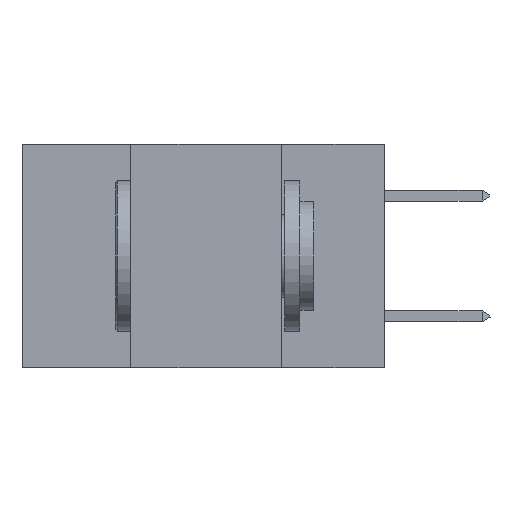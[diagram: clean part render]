
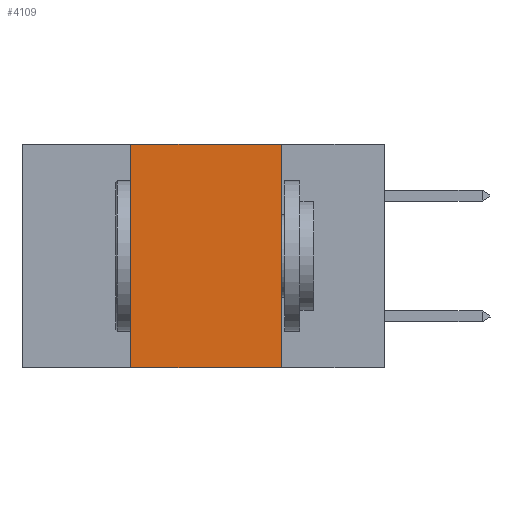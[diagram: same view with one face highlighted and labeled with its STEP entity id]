
A CAD part, left-side view. The second image highlights one B-rep face of the part: STEP entity #4109.
In plain terms, the highlighted planar face has unit normal (-1, 0, 0).
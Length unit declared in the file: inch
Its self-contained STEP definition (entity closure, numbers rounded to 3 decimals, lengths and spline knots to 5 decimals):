
#474 = VECTOR ( 'NONE', #9740, 39.37008 ) ;
#501 = EDGE_LOOP ( 'NONE', ( #7502, #8063, #10067, #5538 ) ) ;
#1316 = EDGE_CURVE ( 'NONE', #10461, #1656, #4288, .T. ) ;
#1605 = VECTOR ( 'NONE', #9060, 39.37008 ) ;
#1656 = VERTEX_POINT ( 'NONE', #9601 ) ;
#1894 = FACE_OUTER_BOUND ( 'NONE', #501, .T. ) ;
#2030 = DIRECTION ( 'NONE',  ( 1., 0., 0. ) ) ;
#2435 = EDGE_CURVE ( 'NONE', #10461, #10075, #3277, .T. ) ;
#2498 = CARTESIAN_POINT ( 'NONE',  ( 0., 0.42, -0.37 ) ) ;
#2890 = LINE ( 'NONE', #6109, #474 ) ;
#3277 = LINE ( 'NONE', #5754, #7791 ) ;
#3638 = VERTEX_POINT ( 'NONE', #7463 ) ;
#3830 = VECTOR ( 'NONE', #6689, 39.37008 ) ;
#4109 = ADVANCED_FACE ( 'NONE', ( #1894 ), #4715, .F. ) ;
#4288 = LINE ( 'NONE', #9109, #1605 ) ;
#4715 = PLANE ( 'NONE',  #9751 ) ;
#4862 = CARTESIAN_POINT ( 'NONE',  ( 0., 0.17, 0. ) ) ;
#5538 = ORIENTED_EDGE ( 'NONE', *, *, #2435, .T. ) ;
#5754 = CARTESIAN_POINT ( 'NONE',  ( 0., 0.6, -0.37 ) ) ;
#6109 = CARTESIAN_POINT ( 'NONE',  ( 0., 0.6, 0. ) ) ;
#6238 = LINE ( 'NONE', #4862, #3830 ) ;
#6309 = EDGE_CURVE ( 'NONE', #1656, #3638, #2890, .T. ) ;
#6507 = CARTESIAN_POINT ( 'NONE',  ( 0., 0.17, -0.37 ) ) ;
#6689 = DIRECTION ( 'NONE',  ( 0., 0., -1. ) ) ;
#7459 = CARTESIAN_POINT ( 'NONE',  ( 0., 0.6, 0. ) ) ;
#7463 = CARTESIAN_POINT ( 'NONE',  ( 0., 0.17, 0. ) ) ;
#7502 = ORIENTED_EDGE ( 'NONE', *, *, #8773, .F. ) ;
#7791 = VECTOR ( 'NONE', #10320, 39.37008 ) ;
#8063 = ORIENTED_EDGE ( 'NONE', *, *, #6309, .F. ) ;
#8370 = DIRECTION ( 'NONE',  ( 0., 0., -1. ) ) ;
#8773 = EDGE_CURVE ( 'NONE', #3638, #10075, #6238, .T. ) ;
#9060 = DIRECTION ( 'NONE',  ( 0., 0., 1. ) ) ;
#9109 = CARTESIAN_POINT ( 'NONE',  ( 0., 0.42, 0. ) ) ;
#9601 = CARTESIAN_POINT ( 'NONE',  ( 0., 0.42, 0. ) ) ;
#9740 = DIRECTION ( 'NONE',  ( 0., -1., 0. ) ) ;
#9751 = AXIS2_PLACEMENT_3D ( 'NONE', #7459, #2030, #8370 ) ;
#10067 = ORIENTED_EDGE ( 'NONE', *, *, #1316, .F. ) ;
#10075 = VERTEX_POINT ( 'NONE', #6507 ) ;
#10320 = DIRECTION ( 'NONE',  ( 0., -1., 0. ) ) ;
#10461 = VERTEX_POINT ( 'NONE', #2498 ) ;
